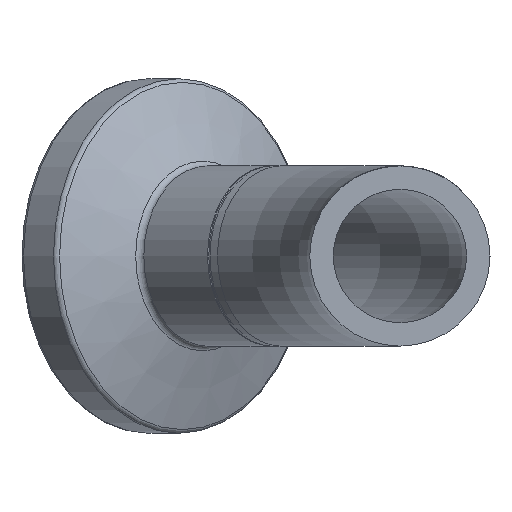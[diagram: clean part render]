
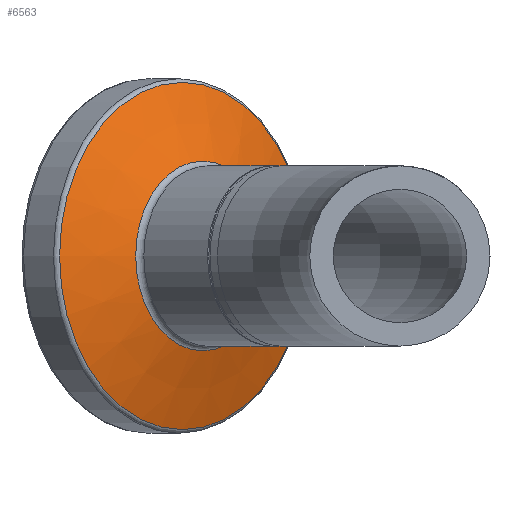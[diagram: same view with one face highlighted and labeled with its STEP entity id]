
A CAD part, front view. The second image highlights one B-rep face of the part: STEP entity #6563.
In plain terms, the highlighted conical face has half-angle 70 degrees and reference radius 9.423 mm.
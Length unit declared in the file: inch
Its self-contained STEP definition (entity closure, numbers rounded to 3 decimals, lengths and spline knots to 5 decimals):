
#13=CONICAL_SURFACE('',#6958,0.371,70.);
#124=FACE_BOUND('',#1224,.T.);
#806=FACE_OUTER_BOUND('',#1223,.T.);
#1223=EDGE_LOOP('',(#6093));
#1224=EDGE_LOOP('',(#6094));
#1381=CIRCLE('',#6957,0.48213);
#1382=CIRCLE('',#6959,0.26316);
#3214=VERTEX_POINT('',#14402);
#3215=VERTEX_POINT('',#14405);
#4176=EDGE_CURVE('',#3214,#3214,#1381,.T.);
#4177=EDGE_CURVE('',#3215,#3215,#1382,.T.);
#6093=ORIENTED_EDGE('',*,*,#4177,.F.);
#6094=ORIENTED_EDGE('',*,*,#4176,.F.);
#6563=ADVANCED_FACE('',(#806,#124),#13,.T.);
#6957=AXIS2_PLACEMENT_3D('',#14403,#8161,#8162);
#6958=AXIS2_PLACEMENT_3D('',#14404,#8163,#8164);
#6959=AXIS2_PLACEMENT_3D('',#14406,#8165,#8166);
#8161=DIRECTION('center_axis',(-0.707,0.707,0.));
#8162=DIRECTION('ref_axis',(-0.707,-0.707,0.));
#8163=DIRECTION('center_axis',(-0.707,0.707,0.));
#8164=DIRECTION('ref_axis',(0.707,0.707,0.));
#8165=DIRECTION('center_axis',(0.707,-0.707,0.));
#8166=DIRECTION('ref_axis',(-0.707,-0.707,0.));
#14402=CARTESIAN_POINT('',(1.45973,2.68807,0.));
#14403=CARTESIAN_POINT('Origin',(1.11882,2.34716,0.));
#14404=CARTESIAN_POINT('Origin',(1.14742,2.31856,0.));
#14405=CARTESIAN_POINT('',(1.36125,2.47688,0.));
#14406=CARTESIAN_POINT('Origin',(1.17517,2.2908,0.));
